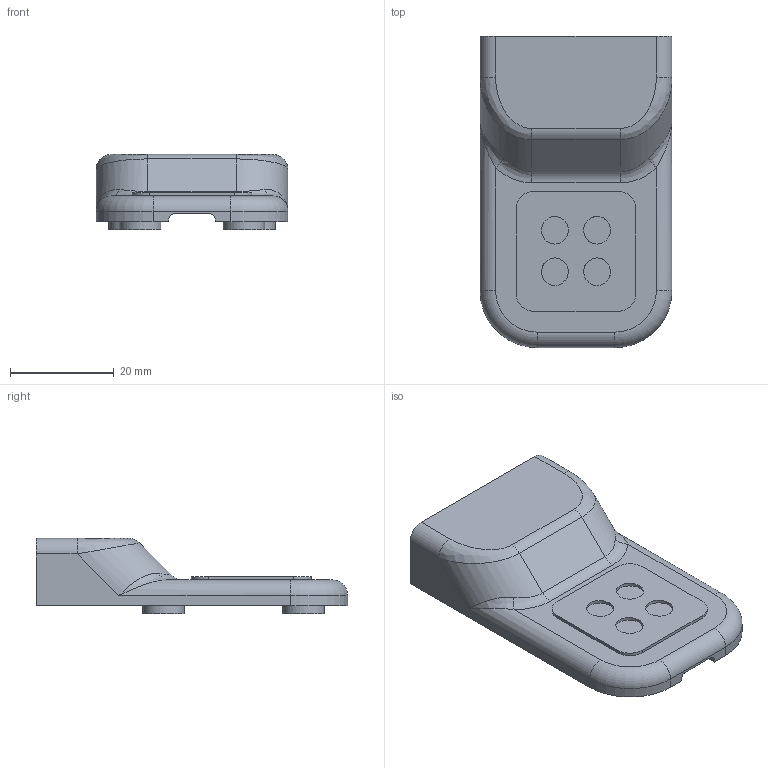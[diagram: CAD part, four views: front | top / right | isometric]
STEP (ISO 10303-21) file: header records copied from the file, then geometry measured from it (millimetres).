
FILE_DESCRIPTION(/* description */ (''),/* implementation_level */ '2;1');
FILE_NAME(/* name */ 'housing_upper.step',/* time_stamp */ '2021-07-28T17:01:02+02:00',/* author */ (''),/* organization */ (''),/* preprocessor_version */ 'ST-DEVELOPER v18.1',/* originating_system */ 'Autodesk Translation Framework v10.9.0.1377',/* authorisation */ '');
FILE_SCHEMA (('AUTOMOTIVE_DESIGN { 1 0 10303 214 3 1 1 }'));
Length unit declared in the file: millimetre
Products named in the file (1): housing_upper
Bounding box: 37 x 60 x 14.5 mm (x, y, z)
Volume: 7412 mm3; surface area: 7029.9 mm2
Topology: 1 solids, 1 shells, 100 faces, 240 edges, 151 vertices
Faces by surface type: plane 50, cylinder 34, bspline 12, cone 2, torus 2
Full cylindrical faces by diameter (mm): 4 x4, 8 x4
Entity records: 3347 total; most frequent: CARTESIAN_POINT 973, DIRECTION 501, ORIENTED_EDGE 476, EDGE_CURVE 238, AXIS2_PLACEMENT_3D 186, VERTEX_POINT 151, LINE 129, VECTOR 129
